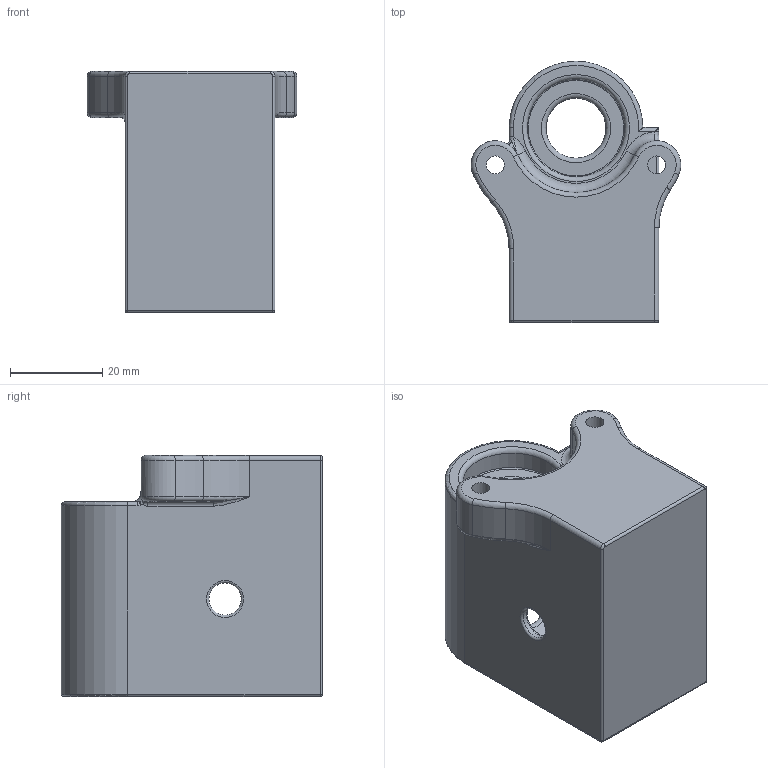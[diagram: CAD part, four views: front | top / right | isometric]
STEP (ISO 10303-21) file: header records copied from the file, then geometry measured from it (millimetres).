
FILE_DESCRIPTION(/* description */ (''),/* implementation_level */ '2;1');
FILE_NAME(/* name */ 'Alt_gearbox.step',/* time_stamp */ '2020-09-09T10:19:44-04:00',/* author */ (''),/* organization */ (''),/* preprocessor_version */ 'ST-DEVELOPER v18.1',/* originating_system */ 'Autodesk Translation Framework v9.3.0.1241',/* authorisation */ '');
FILE_SCHEMA (('AUTOMOTIVE_DESIGN { 1 0 10303 214 3 1 1 }'));
Length unit declared in the file: millimetre
Products named in the file (1): FusionComponent
Bounding box: 45.46 x 56.65 x 52.3 mm (x, y, z)
Volume: 45403.3 mm3; surface area: 16734.2 mm2
Topology: 1 solids, 1 shells, 96 faces, 221 edges, 131 vertices
Faces by surface type: cylinder 35, torus 30, plane 18, bspline 10, sphere 3
Full cylindrical faces by diameter (mm): 2.9 x4, 3.9 x2, 7 x1, 13 x1, 21.2 x3, 38 x1
Entity records: 3535 total; most frequent: CARTESIAN_POINT 1298, DIRECTION 496, ORIENTED_EDGE 438, AXIS2_PLACEMENT_3D 220, EDGE_CURVE 219, CIRCLE 132, VERTEX_POINT 131, EDGE_LOOP 112
